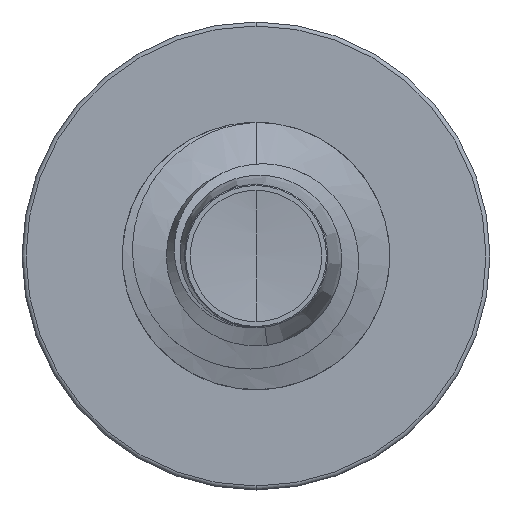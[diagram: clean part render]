
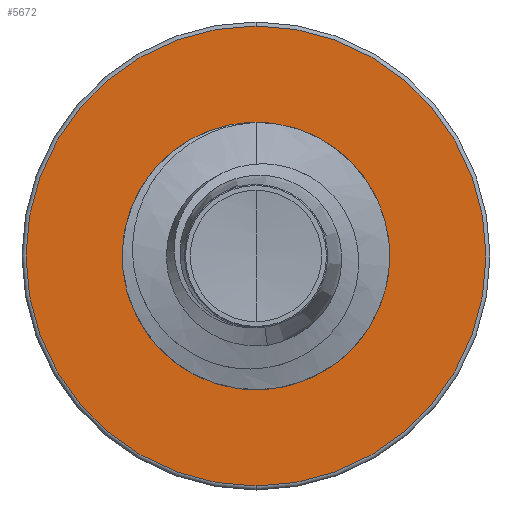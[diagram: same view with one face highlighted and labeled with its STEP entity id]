
A CAD part, front view. The second image highlights one B-rep face of the part: STEP entity #5672.
In plain terms, the highlighted planar face has unit normal (0, -1, 0).
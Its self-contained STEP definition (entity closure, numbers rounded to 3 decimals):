
#664 = CIRCLE ( 'NONE', #1310, 5.16 ) ;
#770 = VERTEX_POINT ( 'NONE', #10928 ) ;
#928 = AXIS2_PLACEMENT_3D ( 'NONE', #13833, #13829, #13820 ) ;
#960 = AXIS2_PLACEMENT_3D ( 'NONE', #13950, #13944, #13940 ) ;
#1310 = AXIS2_PLACEMENT_3D ( 'NONE', #4060, #4041, #4022 ) ;
#1442 = AXIS2_PLACEMENT_3D ( 'NONE', #5262, #5239, #5224 ) ;
#2436 = EDGE_LOOP ( 'NONE', ( #6817, #9978 ) ) ;
#2985 = ORIENTED_EDGE ( 'NONE', *, *, #12997, .F. ) ;
#3879 = CARTESIAN_POINT ( 'NONE',  ( 0., 10., 2.842 ) ) ;
#4022 = DIRECTION ( 'NONE',  ( 0., 0., 1. ) ) ;
#4041 = DIRECTION ( 'NONE',  ( 0., 1., 0. ) ) ;
#4060 = CARTESIAN_POINT ( 'NONE',  ( 0., 10., 0. ) ) ;
#4275 = CIRCLE ( 'NONE', #928, 2.842 ) ;
#5224 = DIRECTION ( 'NONE',  ( 0., 0., 1. ) ) ;
#5239 = DIRECTION ( 'NONE',  ( 0., 1., 0. ) ) ;
#5262 = CARTESIAN_POINT ( 'NONE',  ( 0., 10., 0. ) ) ;
#5672 = ADVANCED_FACE ( 'NONE', ( #12063, #6524 ), #11687, .F. ) ;
#5867 = CIRCLE ( 'NONE', #1442, 2.842 ) ;
#6082 = AXIS2_PLACEMENT_3D ( 'NONE', #11608, #11569, #11566 ) ;
#6524 = FACE_BOUND ( 'NONE', #2436, .T. ) ;
#6817 = ORIENTED_EDGE ( 'NONE', *, *, #12559, .T. ) ;
#7408 = CARTESIAN_POINT ( 'NONE',  ( 0., 10., -5.16 ) ) ;
#8692 = VERTEX_POINT ( 'NONE', #7408 ) ;
#8776 = CARTESIAN_POINT ( 'NONE',  ( 0., 10., -2.842 ) ) ;
#9106 = VERTEX_POINT ( 'NONE', #3879 ) ;
#9978 = ORIENTED_EDGE ( 'NONE', *, *, #13018, .T. ) ;
#10928 = CARTESIAN_POINT ( 'NONE',  ( 0., 10., 5.16 ) ) ;
#11137 = EDGE_LOOP ( 'NONE', ( #13509, #2985 ) ) ;
#11566 = DIRECTION ( 'NONE',  ( 0., 0., 1. ) ) ;
#11569 = DIRECTION ( 'NONE',  ( 0., 1., 0. ) ) ;
#11608 = CARTESIAN_POINT ( 'NONE',  ( 0., 10., -2.842 ) ) ;
#11687 = PLANE ( 'NONE',  #6082 ) ;
#12063 = FACE_OUTER_BOUND ( 'NONE', #11137, .T. ) ;
#12559 = EDGE_CURVE ( 'NONE', #9106, #13480, #5867, .T. ) ;
#12615 = EDGE_CURVE ( 'NONE', #770, #8692, #664, .T. ) ;
#12777 = CIRCLE ( 'NONE', #960, 5.16 ) ;
#12997 = EDGE_CURVE ( 'NONE', #8692, #770, #12777, .T. ) ;
#13018 = EDGE_CURVE ( 'NONE', #13480, #9106, #4275, .T. ) ;
#13480 = VERTEX_POINT ( 'NONE', #8776 ) ;
#13509 = ORIENTED_EDGE ( 'NONE', *, *, #12615, .F. ) ;
#13820 = DIRECTION ( 'NONE',  ( 0., 0., 1. ) ) ;
#13829 = DIRECTION ( 'NONE',  ( 0., 1., 0. ) ) ;
#13833 = CARTESIAN_POINT ( 'NONE',  ( 0., 10., 0. ) ) ;
#13940 = DIRECTION ( 'NONE',  ( 0., 0., 1. ) ) ;
#13944 = DIRECTION ( 'NONE',  ( 0., 1., 0. ) ) ;
#13950 = CARTESIAN_POINT ( 'NONE',  ( 0., 10., 0. ) ) ;
